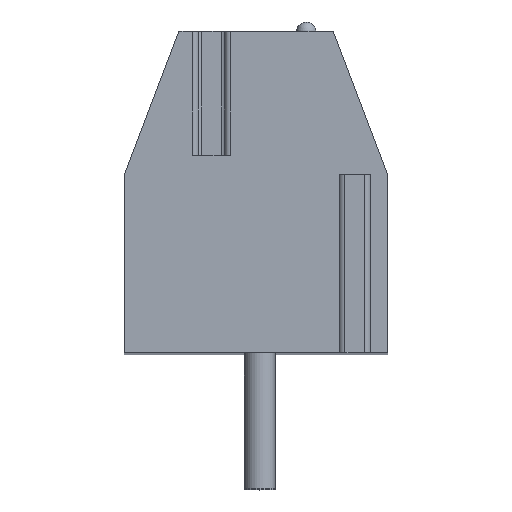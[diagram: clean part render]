
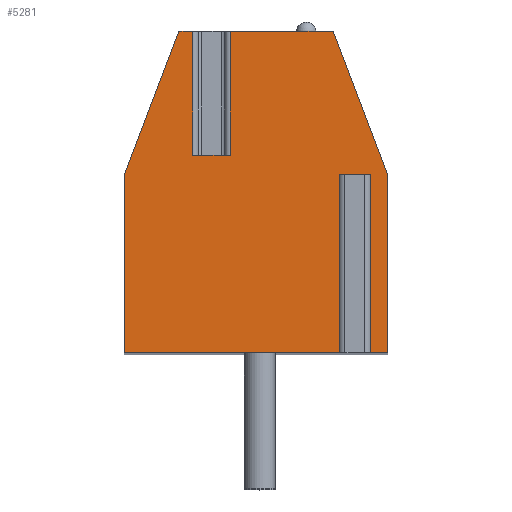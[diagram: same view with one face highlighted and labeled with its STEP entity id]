
A CAD part, top view. The second image highlights one B-rep face of the part: STEP entity #5281.
In plain terms, the highlighted planar face has unit normal (0, 0, 1).
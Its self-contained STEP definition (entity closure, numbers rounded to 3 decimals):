
#13=DIRECTION('',(0.,1.,0.));
#14=VECTOR('',#13,3.2);
#15=CARTESIAN_POINT('',(-1.636,1.,24.765));
#16=LINE('',#15,#14);
#17=DIRECTION('',(1.,0.,0.));
#18=VECTOR('',#17,0.972);
#19=CARTESIAN_POINT('',(-1.636,1.,24.765));
#20=LINE('',#19,#18);
#21=DIRECTION('',(0.,1.,0.));
#22=VECTOR('',#21,3.2);
#23=CARTESIAN_POINT('',(-0.664,1.,24.765));
#24=LINE('',#23,#22);
#25=DIRECTION('',(-1.,0.,0.));
#26=VECTOR('',#25,2.659);
#27=CARTESIAN_POINT('',(1.995,4.2,24.765));
#28=LINE('',#27,#26);
#29=DIRECTION('',(-0.355,0.935,0.));
#30=VECTOR('',#29,3.958);
#31=CARTESIAN_POINT('',(3.4,0.5,24.765));
#32=LINE('',#31,#30);
#33=DIRECTION('',(0.,1.,0.));
#34=VECTOR('',#33,4.6);
#35=CARTESIAN_POINT('',(3.4,-4.1,24.765));
#36=LINE('',#35,#34);
#37=DIRECTION('',(1.,0.,0.));
#38=VECTOR('',#37,0.625);
#39=CARTESIAN_POINT('',(2.775,-4.1,24.765));
#40=LINE('',#39,#38);
#41=DIRECTION('',(0.,1.,0.));
#42=VECTOR('',#41,4.6);
#43=CARTESIAN_POINT('',(2.775,-4.1,24.765));
#44=LINE('',#43,#42);
#45=DIRECTION('',(-1.,0.,0.));
#46=VECTOR('',#45,0.45);
#47=CARTESIAN_POINT('',(2.775,0.5,24.765));
#48=LINE('',#47,#46);
#49=DIRECTION('',(0.,1.,0.));
#50=VECTOR('',#49,4.6);
#51=CARTESIAN_POINT('',(2.325,-4.1,24.765));
#52=LINE('',#51,#50);
#53=DIRECTION('',(1.,0.,0.));
#54=VECTOR('',#53,5.725);
#55=CARTESIAN_POINT('',(-3.4,-4.1,24.765));
#56=LINE('',#55,#54);
#57=DIRECTION('',(0.,-1.,0.));
#58=VECTOR('',#57,4.6);
#59=CARTESIAN_POINT('',(-3.4,0.5,24.765));
#60=LINE('',#59,#58);
#61=DIRECTION('',(-0.355,-0.935,0.));
#62=VECTOR('',#61,3.958);
#63=CARTESIAN_POINT('',(-1.995,4.2,24.765));
#64=LINE('',#63,#62);
#65=DIRECTION('',(-1.,0.,0.));
#66=VECTOR('',#65,0.359);
#67=CARTESIAN_POINT('',(-1.636,4.2,24.765));
#68=LINE('',#67,#66);
#4144=CARTESIAN_POINT('',(-1.995,4.2,24.765));
#4145=CARTESIAN_POINT('',(-3.4,0.5,24.765));
#4146=VERTEX_POINT('',#4144);
#4147=VERTEX_POINT('',#4145);
#4148=CARTESIAN_POINT('',(-3.4,-4.1,24.765));
#4149=VERTEX_POINT('',#4148);
#4150=CARTESIAN_POINT('',(3.4,-4.1,24.765));
#4151=CARTESIAN_POINT('',(3.4,0.5,24.765));
#4152=VERTEX_POINT('',#4150);
#4153=VERTEX_POINT('',#4151);
#4154=CARTESIAN_POINT('',(1.995,4.2,24.765));
#4155=VERTEX_POINT('',#4154);
#4192=CARTESIAN_POINT('',(2.775,0.5,24.765));
#4193=CARTESIAN_POINT('',(2.325,0.5,24.765));
#4194=VERTEX_POINT('',#4192);
#4195=VERTEX_POINT('',#4193);
#4196=CARTESIAN_POINT('',(2.325,-4.1,24.765));
#4197=VERTEX_POINT('',#4196);
#4198=CARTESIAN_POINT('',(2.775,-4.1,24.765));
#4199=VERTEX_POINT('',#4198);
#4260=CARTESIAN_POINT('',(-1.636,1.,24.765));
#4261=CARTESIAN_POINT('',(-1.636,4.2,24.765));
#4262=VERTEX_POINT('',#4260);
#4263=VERTEX_POINT('',#4261);
#4264=CARTESIAN_POINT('',(-0.664,1.,24.765));
#4265=CARTESIAN_POINT('',(-0.664,4.2,24.765));
#4266=VERTEX_POINT('',#4264);
#4267=VERTEX_POINT('',#4265);
#5246=CARTESIAN_POINT('',(0.,0.,24.765));
#5247=DIRECTION('',(0.,0.,1.));
#5248=DIRECTION('',(1.,0.,0.));
#5249=AXIS2_PLACEMENT_3D('',#5246,#5247,#5248);
#5250=PLANE('',#5249);
#5252=ORIENTED_EDGE('',*,*,#5251,.F.);
#5254=ORIENTED_EDGE('',*,*,#5253,.T.);
#5256=ORIENTED_EDGE('',*,*,#5255,.T.);
#5258=ORIENTED_EDGE('',*,*,#5257,.F.);
#5260=ORIENTED_EDGE('',*,*,#5259,.F.);
#5262=ORIENTED_EDGE('',*,*,#5261,.F.);
#5264=ORIENTED_EDGE('',*,*,#5263,.F.);
#5266=ORIENTED_EDGE('',*,*,#5265,.T.);
#5268=ORIENTED_EDGE('',*,*,#5267,.T.);
#5270=ORIENTED_EDGE('',*,*,#5269,.F.);
#5272=ORIENTED_EDGE('',*,*,#5271,.F.);
#5274=ORIENTED_EDGE('',*,*,#5273,.F.);
#5276=ORIENTED_EDGE('',*,*,#5275,.F.);
#5278=ORIENTED_EDGE('',*,*,#5277,.F.);
#5279=EDGE_LOOP('',(#5252,#5254,#5256,#5258,#5260,#5262,#5264,#5266,#5268,#5270,
#5272,#5274,#5276,#5278));
#5280=FACE_OUTER_BOUND('',#5279,.F.);
#5251=EDGE_CURVE('',#4262,#4263,#16,.T.);
#5253=EDGE_CURVE('',#4262,#4266,#20,.T.);
#5255=EDGE_CURVE('',#4266,#4267,#24,.T.);
#5257=EDGE_CURVE('',#4155,#4267,#28,.T.);
#5259=EDGE_CURVE('',#4153,#4155,#32,.T.);
#5261=EDGE_CURVE('',#4152,#4153,#36,.T.);
#5263=EDGE_CURVE('',#4199,#4152,#40,.T.);
#5265=EDGE_CURVE('',#4199,#4194,#44,.T.);
#5267=EDGE_CURVE('',#4194,#4195,#48,.T.);
#5269=EDGE_CURVE('',#4197,#4195,#52,.T.);
#5271=EDGE_CURVE('',#4149,#4197,#56,.T.);
#5273=EDGE_CURVE('',#4147,#4149,#60,.T.);
#5275=EDGE_CURVE('',#4146,#4147,#64,.T.);
#5277=EDGE_CURVE('',#4263,#4146,#68,.T.);
#5281=ADVANCED_FACE('',(#5280),#5250,.T.);
